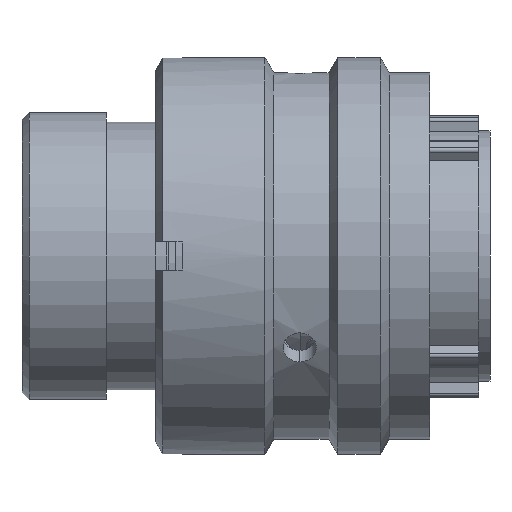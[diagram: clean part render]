
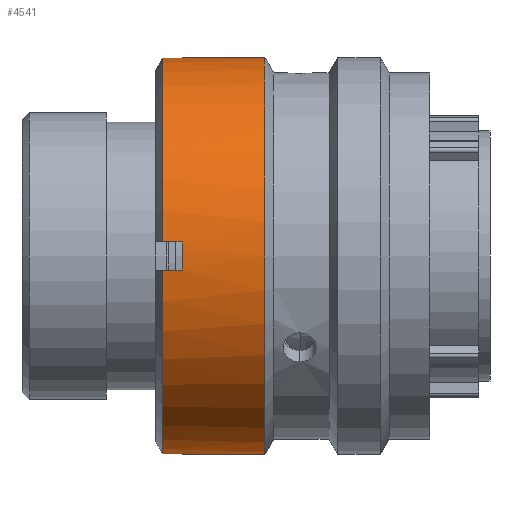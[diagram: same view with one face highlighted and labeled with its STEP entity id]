
A CAD part, front view. The second image highlights one B-rep face of the part: STEP entity #4541.
In plain terms, the highlighted cylindrical face has radius 14.15 mm (diameter 28.3 mm), a partial arc.
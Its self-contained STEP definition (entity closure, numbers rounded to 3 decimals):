
#51 = ORIENTED_EDGE ( 'NONE', *, *, #43179, .T. ) ;
#657 = CARTESIAN_POINT ( 'NONE',  ( 10.582, -13.322, -0.587 ) ) ;
#968 = CARTESIAN_POINT ( 'NONE',  ( -7.068, 0.793, 14.563 ) ) ;
#1243 = DIRECTION ( 'NONE',  ( 1., 0., 0. ) ) ;
#1365 = CIRCLE ( 'NONE', #42495, 14.15 ) ;
#1414 = VERTEX_POINT ( 'NONE', #26177 ) ;
#1536 = CARTESIAN_POINT ( 'NONE',  ( 10.582, 0.793, 14.563 ) ) ;
#1851 = DIRECTION ( 'NONE',  ( 1., 0., 0. ) ) ;
#1976 = DIRECTION ( 'NONE',  ( 1., 0., 0. ) ) ;
#2569 = ORIENTED_EDGE ( 'NONE', *, *, #27019, .T. ) ;
#3025 = DIRECTION ( 'NONE',  ( 1., 0., 0. ) ) ;
#3281 = DIRECTION ( 'NONE',  ( 1., 0., 0. ) ) ;
#3861 = VECTOR ( 'NONE', #34621, 1000. ) ;
#4541 = ADVANCED_FACE ( 'NONE', ( #32090 ), #40151, .T. ) ;
#5380 = VERTEX_POINT ( 'NONE', #968 ) ;
#5518 = VERTEX_POINT ( 'NONE', #9439 ) ;
#5829 = EDGE_CURVE ( 'NONE', #26068, #21329, #22221, .T. ) ;
#6828 = CARTESIAN_POINT ( 'NONE',  ( -8.468, -13.322, -0.587 ) ) ;
#7090 = EDGE_CURVE ( 'NONE', #5380, #29720, #12649, .T. ) ;
#7277 = EDGE_CURVE ( 'NONE', #9320, #31734, #11548, .T. ) ;
#7901 = DIRECTION ( 'NONE',  ( 1., 0., 0. ) ) ;
#8026 = CARTESIAN_POINT ( 'NONE',  ( -1.164, 0.793, 0.413 ) ) ;
#8320 = DIRECTION ( 'NONE',  ( 1., 0., 0. ) ) ;
#9320 = VERTEX_POINT ( 'NONE', #27882 ) ;
#9439 = CARTESIAN_POINT ( 'NONE',  ( -8.468, -0.207, 14.527 ) ) ;
#9694 = ORIENTED_EDGE ( 'NONE', *, *, #7090, .F. ) ;
#9820 = DIRECTION ( 'NONE',  ( 1., 0., 0. ) ) ;
#9922 = DIRECTION ( 'NONE',  ( 1., 0., 0. ) ) ;
#10201 = VECTOR ( 'NONE', #34822, 1000. ) ;
#11548 = CIRCLE ( 'NONE', #13549, 14.15 ) ;
#11683 = CARTESIAN_POINT ( 'NONE',  ( -7.068, 0.793, 0.413 ) ) ;
#11858 = AXIS2_PLACEMENT_3D ( 'NONE', #22484, #1976, #18486 ) ;
#12101 = EDGE_CURVE ( 'NONE', #29720, #26745, #1365, .T. ) ;
#12649 = LINE ( 'NONE', #1536, #33472 ) ;
#13045 = LINE ( 'NONE', #657, #3861 ) ;
#13549 = AXIS2_PLACEMENT_3D ( 'NONE', #29803, #9820, #19805 ) ;
#14203 = CARTESIAN_POINT ( 'NONE',  ( 10.582, 0.793, -13.737 ) ) ;
#14378 = AXIS2_PLACEMENT_3D ( 'NONE', #26409, #40173, #20103 ) ;
#16216 = ORIENTED_EDGE ( 'NONE', *, *, #5829, .T. ) ;
#16647 = LINE ( 'NONE', #23793, #19279 ) ;
#16946 = CARTESIAN_POINT ( 'NONE',  ( 10.582, -13.322, 1.413 ) ) ;
#17317 = EDGE_CURVE ( 'NONE', #22725, #5518, #19785, .T. ) ;
#17554 = DIRECTION ( 'NONE',  ( 0., 0., 1. ) ) ;
#18234 = VECTOR ( 'NONE', #3281, 1000. ) ;
#18486 = DIRECTION ( 'NONE',  ( 0., 0., -1. ) ) ;
#19134 = CARTESIAN_POINT ( 'NONE',  ( -7.068, -13.322, -0.587 ) ) ;
#19239 = VECTOR ( 'NONE', #7901, 1000. ) ;
#19279 = VECTOR ( 'NONE', #9922, 1000. ) ;
#19785 = LINE ( 'NONE', #38885, #10201 ) ;
#19805 = DIRECTION ( 'NONE',  ( 0., 0., 1. ) ) ;
#19938 = EDGE_CURVE ( 'NONE', #21329, #24619, #13045, .T. ) ;
#20103 = DIRECTION ( 'NONE',  ( 0., 0., -1. ) ) ;
#20727 = ORIENTED_EDGE ( 'NONE', *, *, #35998, .T. ) ;
#21329 = VERTEX_POINT ( 'NONE', #19134 ) ;
#22221 = CIRCLE ( 'NONE', #33501, 14.15 ) ;
#22369 = CARTESIAN_POINT ( 'NONE',  ( -8.468, 0.793, 0.413 ) ) ;
#22484 = CARTESIAN_POINT ( 'NONE',  ( -8.468, 0.793, 0.413 ) ) ;
#22499 = EDGE_LOOP ( 'NONE', ( #9694, #31672, #41204, #20727, #51, #16216, #42869, #2569, #32127, #44386, #26233, #24213 ) ) ;
#22725 = VERTEX_POINT ( 'NONE', #25545 ) ;
#23389 = EDGE_CURVE ( 'NONE', #34661, #9320, #16647, .T. ) ;
#23793 = CARTESIAN_POINT ( 'NONE',  ( 10.582, -0.207, -13.702 ) ) ;
#24061 = LINE ( 'NONE', #14203, #19239 ) ;
#24213 = ORIENTED_EDGE ( 'NONE', *, *, #12101, .F. ) ;
#24288 = CARTESIAN_POINT ( 'NONE',  ( -7.068, -13.322, 1.413 ) ) ;
#24619 = VERTEX_POINT ( 'NONE', #6828 ) ;
#25545 = CARTESIAN_POINT ( 'NONE',  ( -7.068, -0.207, 14.527 ) ) ;
#26068 = VERTEX_POINT ( 'NONE', #24288 ) ;
#26113 = DIRECTION ( 'NONE',  ( 0., 0., -1. ) ) ;
#26177 = CARTESIAN_POINT ( 'NONE',  ( -8.468, -13.322, 1.413 ) ) ;
#26233 = ORIENTED_EDGE ( 'NONE', *, *, #37203, .T. ) ;
#26409 = CARTESIAN_POINT ( 'NONE',  ( 10.582, 0.793, 0.413 ) ) ;
#26745 = VERTEX_POINT ( 'NONE', #40977 ) ;
#26917 = AXIS2_PLACEMENT_3D ( 'NONE', #11683, #3025, #36670 ) ;
#27019 = EDGE_CURVE ( 'NONE', #24619, #34661, #41409, .T. ) ;
#27563 = CARTESIAN_POINT ( 'NONE',  ( -7.068, 0.793, 0.413 ) ) ;
#27882 = CARTESIAN_POINT ( 'NONE',  ( -7.068, -0.207, -13.702 ) ) ;
#28308 = AXIS2_PLACEMENT_3D ( 'NONE', #22369, #1851, #26113 ) ;
#29720 = VERTEX_POINT ( 'NONE', #35814 ) ;
#29803 = CARTESIAN_POINT ( 'NONE',  ( -7.068, 0.793, 0.413 ) ) ;
#30156 = EDGE_CURVE ( 'NONE', #5380, #22725, #41480, .T. ) ;
#31672 = ORIENTED_EDGE ( 'NONE', *, *, #30156, .T. ) ;
#31734 = VERTEX_POINT ( 'NONE', #36673 ) ;
#32090 = FACE_OUTER_BOUND ( 'NONE', #22499, .T. ) ;
#32127 = ORIENTED_EDGE ( 'NONE', *, *, #23389, .T. ) ;
#32986 = CARTESIAN_POINT ( 'NONE',  ( -8.468, -0.207, -13.702 ) ) ;
#33472 = VECTOR ( 'NONE', #8320, 1000. ) ;
#33501 = AXIS2_PLACEMENT_3D ( 'NONE', #27563, #41484, #17554 ) ;
#34621 = DIRECTION ( 'NONE',  ( -1., 0., 0. ) ) ;
#34661 = VERTEX_POINT ( 'NONE', #32986 ) ;
#34822 = DIRECTION ( 'NONE',  ( -1., 0., 0. ) ) ;
#35814 = CARTESIAN_POINT ( 'NONE',  ( -1.164, 0.793, 14.563 ) ) ;
#35998 = EDGE_CURVE ( 'NONE', #5518, #1414, #39244, .T. ) ;
#36670 = DIRECTION ( 'NONE',  ( 0., 0., 1. ) ) ;
#36673 = CARTESIAN_POINT ( 'NONE',  ( -7.068, 0.793, -13.737 ) ) ;
#37203 = EDGE_CURVE ( 'NONE', #31734, #26745, #24061, .T. ) ;
#38885 = CARTESIAN_POINT ( 'NONE',  ( 10.582, -0.207, 14.527 ) ) ;
#39244 = CIRCLE ( 'NONE', #28308, 14.15 ) ;
#39721 = DIRECTION ( 'NONE',  ( 0., 0., -1. ) ) ;
#40151 = CYLINDRICAL_SURFACE ( 'NONE', #14378, 14.15 ) ;
#40173 = DIRECTION ( 'NONE',  ( 1., 0., 0. ) ) ;
#40977 = CARTESIAN_POINT ( 'NONE',  ( -1.164, 0.793, -13.737 ) ) ;
#41204 = ORIENTED_EDGE ( 'NONE', *, *, #17317, .T. ) ;
#41409 = CIRCLE ( 'NONE', #11858, 14.15 ) ;
#41480 = CIRCLE ( 'NONE', #26917, 14.15 ) ;
#41484 = DIRECTION ( 'NONE',  ( 1., 0., 0. ) ) ;
#42495 = AXIS2_PLACEMENT_3D ( 'NONE', #8026, #1243, #39721 ) ;
#42869 = ORIENTED_EDGE ( 'NONE', *, *, #19938, .T. ) ;
#43179 = EDGE_CURVE ( 'NONE', #1414, #26068, #43414, .T. ) ;
#43414 = LINE ( 'NONE', #16946, #18234 ) ;
#44386 = ORIENTED_EDGE ( 'NONE', *, *, #7277, .T. ) ;
